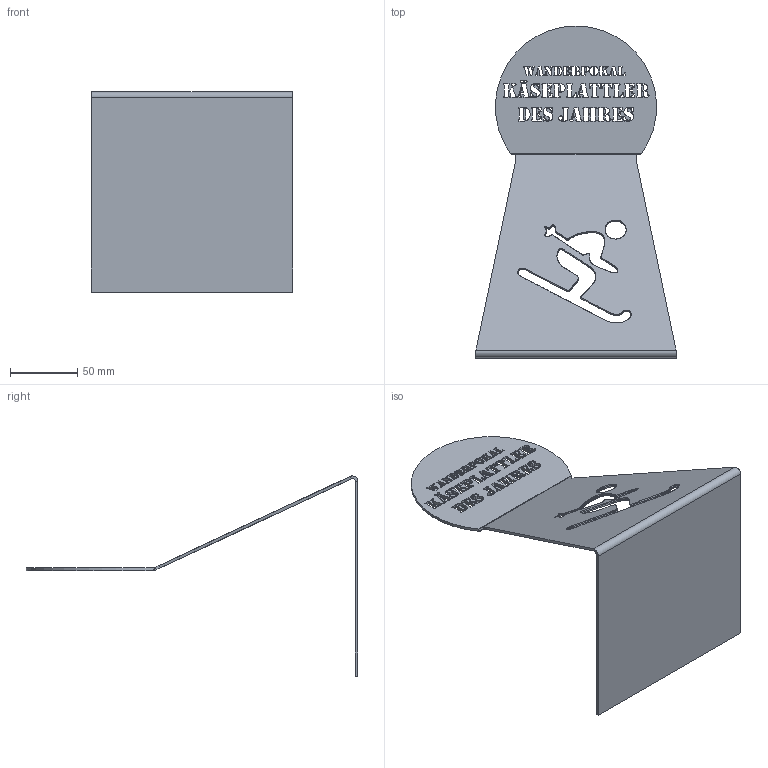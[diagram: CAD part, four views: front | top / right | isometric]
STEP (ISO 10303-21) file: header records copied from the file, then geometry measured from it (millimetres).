
FILE_DESCRIPTION((''),'2;1');
FILE_NAME('Bauteil1.stp','2018-01-12T07:30:39',('Anwender'),(''),'Autodesk Inventor 2013','Autodesk Inventor 2013','');
FILE_SCHEMA(('AUTOMOTIVE_DESIGN { 1 0 10303 214 1 1 1 1 }'));
Length unit declared in the file: millimetre
Products named in the file (1): Bauteil1
Bounding box: 150 x 247.01 x 149.04 mm (x, y, z)
Volume: 95942.9 mm3; surface area: 102215.6 mm2
Topology: 1 solids, 1 shells, 2915 faces, 8727 edges, 5812 vertices
Faces by surface type: plane 2175, bspline 735, cylinder 5
Entity records: 100806 total; most frequent: CARTESIAN_POINT 26997, ORIENTED_EDGE 17454, DIRECTION 11621, EDGE_CURVE 8727, VECTOR 7255, LINE 7255, VERTEX_POINT 5812, EDGE_LOOP 3085
